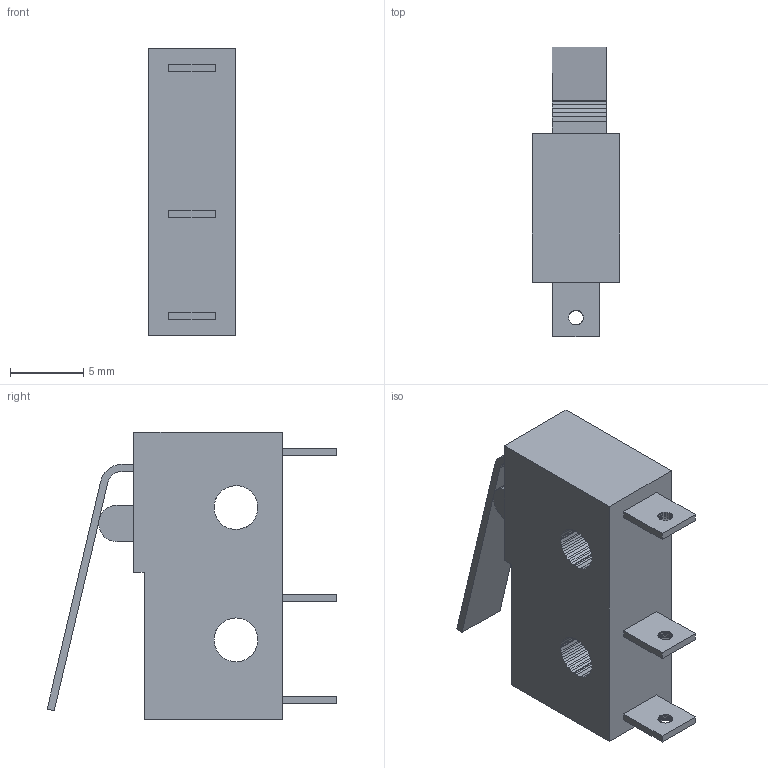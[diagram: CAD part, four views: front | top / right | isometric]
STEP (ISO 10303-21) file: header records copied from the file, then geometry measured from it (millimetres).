
FILE_DESCRIPTION(('FreeCAD Model'),'2;1');
FILE_NAME('enstop.stp','2015-01-01T20:31:42',('FreeCAD'),('FreeCAD'), 'Open CASCADE STEP processor 6.7','FreeCAD','Unknown');
FILE_SCHEMA(('AUTOMOTIVE_DESIGN_CC2 { 1 2 10303 214 -1 1 5 4 }'));
Length unit declared in the file: millimetre
Products named in the file (1): Open CASCADE STEP translator 6.7 1
Bounding box: 6 x 19.83 x 19.7 mm (x, y, z)
Volume: 1149.3 mm3; surface area: 1093.4 mm2
Topology: 1 solids, 1 shells, 382 faces, 1125 edges, 750 vertices
Faces by surface type: plane 382
Entity records: 27104 total; most frequent: CARTESIAN_POINT 4508, DIRECTION 4141, LINE 3375, VECTOR 3375, ORIENTED_EDGE 2250, PCURVE 2250, DEFINITIONAL_REPRESENTATION 2250, EDGE_CURVE 1125
